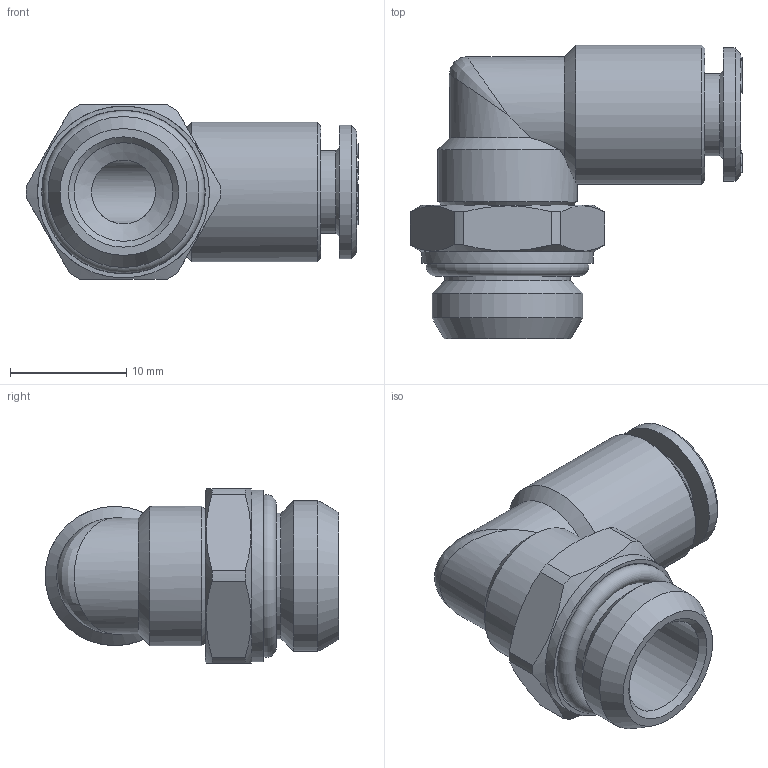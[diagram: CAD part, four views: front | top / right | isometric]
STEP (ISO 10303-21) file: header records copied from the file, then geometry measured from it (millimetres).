
FILE_DESCRIPTION(/* description */ ('STEP AP214'),/* implementation_level */ '2;1');
FILE_NAME(/* name */ 'B0080032',/* time_stamp */ '2022-12-07T09:59:02+01:00',/* author */ ('License CC BY-ND 4.0'),/* organization */ ('CADENAS'),/* preprocessor_version */ 'ST-DEVELOPER v18.102',/* originating_system */ 'PARTsolutions',/* authorisation */ ' ');
FILE_SCHEMA (('AUTOMOTIVE_DESIGN {1 0 10303 214 3 1 1}'));
Length unit declared in the file: millimetre
Products named in the file (3): B0080032; B0080032_PART2; B0080032_PART1
Assembly tree (2 placements, depth 2):
  B0080032
    B0080032_PART2
    B0080032_PART1
Bounding box: 28.6 x 25.3 x 15 mm (x, y, z)
Volume: 3094.4 mm3; surface area: 2999.9 mm2
Topology: 2 solids, 4 shells, 173 faces, 436 edges, 286 vertices
Faces by surface type: plane 88, bspline 44, cylinder 25, cone 15, torus 1
Full cylindrical faces by diameter (mm): 5.5 x2, 6.15 x1, 7.1 x1, 8.5 x1, 10.8 x1, 11.5 x1, 12 x2, 13 x1, 14.8 x1
Entity records: 8760 total; most frequent: CARTESIAN_POINT 3788, ORIENTED_EDGE 798, DIRECTION 616, EDGE_CURVE 399, VERTEX_POINT 277, LINE 234, VECTOR 234, FACE_BOUND 218
